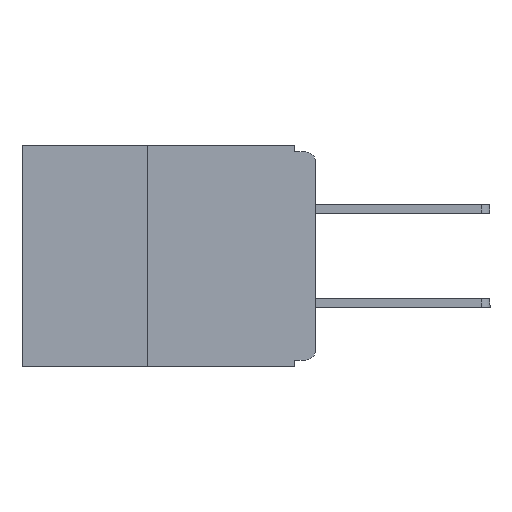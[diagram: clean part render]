
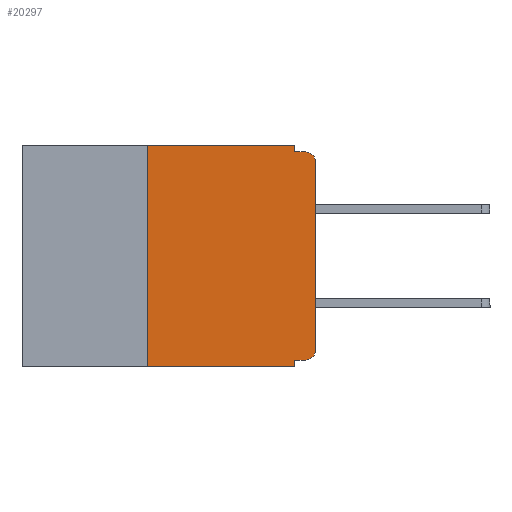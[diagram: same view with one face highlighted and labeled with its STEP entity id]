
A CAD part, left-side view. The second image highlights one B-rep face of the part: STEP entity #20297.
In plain terms, the highlighted planar face has unit normal (-1, 0, 0).
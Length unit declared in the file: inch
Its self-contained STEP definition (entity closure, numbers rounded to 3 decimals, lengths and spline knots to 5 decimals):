
#319 = VERTEX_POINT ( 'NONE', #13931 ) ;
#779 = CARTESIAN_POINT ( 'NONE',  ( 0., 0.015, -0.305 ) ) ;
#1106 = VECTOR ( 'NONE', #14844, 39.37008 ) ;
#1201 = ORIENTED_EDGE ( 'NONE', *, *, #25157, .F. ) ;
#1459 = LINE ( 'NONE', #18089, #6579 ) ;
#1657 = LINE ( 'NONE', #2417, #12431 ) ;
#1748 = CARTESIAN_POINT ( 'NONE',  ( 0., 0.031, -0.01 ) ) ;
#1903 = EDGE_CURVE ( 'NONE', #5319, #6638, #8404, .T. ) ;
#2298 = VERTEX_POINT ( 'NONE', #25171 ) ;
#2417 = CARTESIAN_POINT ( 'NONE',  ( 0., 0., -0.32 ) ) ;
#2515 = LINE ( 'NONE', #14730, #1106 ) ;
#2884 = CARTESIAN_POINT ( 'NONE',  ( 0., 0.015, -0.025 ) ) ;
#3007 = VERTEX_POINT ( 'NONE', #21408 ) ;
#3020 = DIRECTION ( 'NONE',  ( 0., 0., -1. ) ) ;
#3754 = DIRECTION ( 'NONE',  ( 0., 0., -1. ) ) ;
#3820 = CARTESIAN_POINT ( 'NONE',  ( 0., 0.031, 0. ) ) ;
#4070 = CARTESIAN_POINT ( 'NONE',  ( 0., 0.25, -0.33 ) ) ;
#5033 = DIRECTION ( 'NONE',  ( 0., 0., -1. ) ) ;
#5198 = DIRECTION ( 'NONE',  ( 0., 0., 1. ) ) ;
#5290 = ORIENTED_EDGE ( 'NONE', *, *, #23911, .F. ) ;
#5292 = CARTESIAN_POINT ( 'NONE',  ( 0., 0.25, -0.33 ) ) ;
#5319 = VERTEX_POINT ( 'NONE', #1748 ) ;
#5479 = VERTEX_POINT ( 'NONE', #26593 ) ;
#6579 = VECTOR ( 'NONE', #22365, 39.37008 ) ;
#6612 = CARTESIAN_POINT ( 'NONE',  ( 0., 0.031, -0.33 ) ) ;
#6638 = VERTEX_POINT ( 'NONE', #10270 ) ;
#7839 = CARTESIAN_POINT ( 'NONE',  ( 0., 0.437, 0. ) ) ;
#7958 = EDGE_CURVE ( 'NONE', #26521, #3007, #7966, .T. ) ;
#7966 = LINE ( 'NONE', #5292, #24198 ) ;
#7981 = ORIENTED_EDGE ( 'NONE', *, *, #9030, .T. ) ;
#8229 = LINE ( 'NONE', #3820, #19610 ) ;
#8404 = LINE ( 'NONE', #24477, #19119 ) ;
#8751 = DIRECTION ( 'NONE',  ( 0., 0., -1. ) ) ;
#9030 = EDGE_CURVE ( 'NONE', #26521, #5479, #2515, .T. ) ;
#9168 = VECTOR ( 'NONE', #9941, 39.37008 ) ;
#9941 = DIRECTION ( 'NONE',  ( 0., -1., 0. ) ) ;
#9971 = VECTOR ( 'NONE', #8751, 39.37008 ) ;
#10270 = CARTESIAN_POINT ( 'NONE',  ( 0., 0.015, -0.01 ) ) ;
#10612 = AXIS2_PLACEMENT_3D ( 'NONE', #2884, #17890, #5033 ) ;
#10628 = ORIENTED_EDGE ( 'NONE', *, *, #7958, .F. ) ;
#11029 = FACE_OUTER_BOUND ( 'NONE', #18334, .T. ) ;
#11564 = AXIS2_PLACEMENT_3D ( 'NONE', #26975, #16604, #3754 ) ;
#12169 = CARTESIAN_POINT ( 'NONE',  ( 0., 0., -0.305 ) ) ;
#12431 = VECTOR ( 'NONE', #17416, 39.37008 ) ;
#13515 = AXIS2_PLACEMENT_3D ( 'NONE', #779, #15869, #3020 ) ;
#13698 = ORIENTED_EDGE ( 'NONE', *, *, #17772, .T. ) ;
#13931 = CARTESIAN_POINT ( 'NONE',  ( 0., 0.031, 0. ) ) ;
#14257 = VERTEX_POINT ( 'NONE', #12169 ) ;
#14730 = CARTESIAN_POINT ( 'NONE',  ( 0., 0.437, -0.33 ) ) ;
#14797 = EDGE_CURVE ( 'NONE', #14257, #21754, #1459, .T. ) ;
#14844 = DIRECTION ( 'NONE',  ( 0., -1., 0. ) ) ;
#15687 = EDGE_CURVE ( 'NONE', #2298, #5479, #21324, .T. ) ;
#15869 = DIRECTION ( 'NONE',  ( -1., 0., 0. ) ) ;
#16604 = DIRECTION ( 'NONE',  ( 1., 0., 0. ) ) ;
#16672 = DIRECTION ( 'NONE',  ( 0., 0., -1. ) ) ;
#16700 = VERTEX_POINT ( 'NONE', #24305 ) ;
#17364 = ORIENTED_EDGE ( 'NONE', *, *, #19305, .F. ) ;
#17416 = DIRECTION ( 'NONE',  ( 0., 1., 0. ) ) ;
#17772 = EDGE_CURVE ( 'NONE', #21754, #6638, #18563, .T. ) ;
#17890 = DIRECTION ( 'NONE',  ( -1., 0., 0. ) ) ;
#18089 = CARTESIAN_POINT ( 'NONE',  ( 0., 0., 0. ) ) ;
#18334 = EDGE_LOOP ( 'NONE', ( #26819, #13698, #22941, #5290, #1201, #10628, #7981, #23581, #17364, #27086 ) ) ;
#18563 = CIRCLE ( 'NONE', #10612, 0.015 ) ;
#19119 = VECTOR ( 'NONE', #24874, 39.37008 ) ;
#19305 = EDGE_CURVE ( 'NONE', #16700, #2298, #1657, .T. ) ;
#19610 = VECTOR ( 'NONE', #16672, 39.37008 ) ;
#20297 = ADVANCED_FACE ( 'NONE', ( #11029 ), #24928, .F. ) ;
#20541 = LINE ( 'NONE', #7839, #9168 ) ;
#21324 = LINE ( 'NONE', #6612, #9971 ) ;
#21408 = CARTESIAN_POINT ( 'NONE',  ( 0., 0.25, 0. ) ) ;
#21754 = VERTEX_POINT ( 'NONE', #26021 ) ;
#22365 = DIRECTION ( 'NONE',  ( 0., 0., 1. ) ) ;
#22941 = ORIENTED_EDGE ( 'NONE', *, *, #1903, .F. ) ;
#23581 = ORIENTED_EDGE ( 'NONE', *, *, #15687, .F. ) ;
#23911 = EDGE_CURVE ( 'NONE', #319, #5319, #8229, .T. ) ;
#24198 = VECTOR ( 'NONE', #5198, 39.37008 ) ;
#24305 = CARTESIAN_POINT ( 'NONE',  ( 0., 0.015, -0.32 ) ) ;
#24477 = CARTESIAN_POINT ( 'NONE',  ( 0., 0., -0.01 ) ) ;
#24689 = CIRCLE ( 'NONE', #13515, 0.015 ) ;
#24874 = DIRECTION ( 'NONE',  ( 0., -1., 0. ) ) ;
#24928 = PLANE ( 'NONE',  #11564 ) ;
#25157 = EDGE_CURVE ( 'NONE', #3007, #319, #20541, .T. ) ;
#25171 = CARTESIAN_POINT ( 'NONE',  ( 0., 0.031, -0.32 ) ) ;
#26021 = CARTESIAN_POINT ( 'NONE',  ( 0., 0., -0.025 ) ) ;
#26521 = VERTEX_POINT ( 'NONE', #4070 ) ;
#26593 = CARTESIAN_POINT ( 'NONE',  ( 0., 0.031, -0.33 ) ) ;
#26819 = ORIENTED_EDGE ( 'NONE', *, *, #14797, .T. ) ;
#26975 = CARTESIAN_POINT ( 'NONE',  ( 0., 0.437, 0. ) ) ;
#27086 = ORIENTED_EDGE ( 'NONE', *, *, #27346, .T. ) ;
#27346 = EDGE_CURVE ( 'NONE', #16700, #14257, #24689, .T. ) ;
